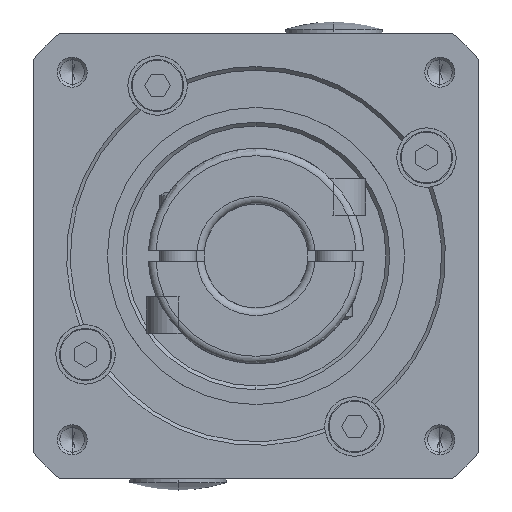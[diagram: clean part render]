
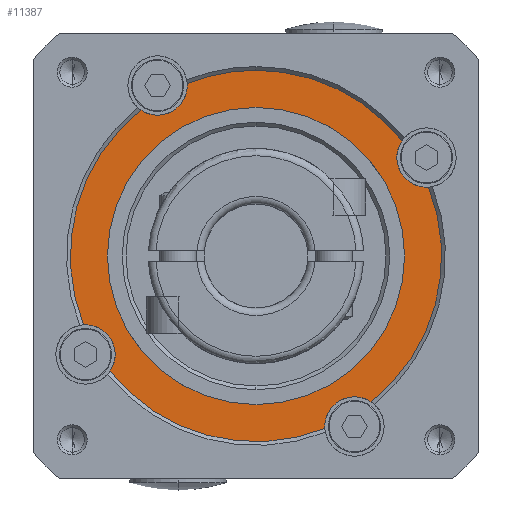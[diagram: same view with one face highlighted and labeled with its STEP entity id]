
A CAD part, left-side view. The second image highlights one B-rep face of the part: STEP entity #11387.
In plain terms, the highlighted planar face has unit normal (-1, 0, 0).
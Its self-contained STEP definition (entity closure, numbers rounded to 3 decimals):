
#19 = EDGE_LOOP ( 'NONE', ( #12499, #12461 ) ) ;
#94 = CARTESIAN_POINT ( 'NONE',  ( -73., -22.95, 9.25 ) ) ;
#235 = CARTESIAN_POINT ( 'NONE',  ( -73., -23.222, 9.259 ) ) ;
#269 = AXIS2_PLACEMENT_3D ( 'NONE', #754, #3005, #11320 ) ;
#279 = EDGE_CURVE ( 'NONE', #12000, #11837, #4824, .T. ) ;
#454 = CARTESIAN_POINT ( 'NONE',  ( -73., 0., 20. ) ) ;
#497 = CIRCLE ( 'NONE', #7248, 25. ) ;
#554 = CARTESIAN_POINT ( 'NONE',  ( -73., 15.481, 19.63 ) ) ;
#601 = ORIENTED_EDGE ( 'NONE', *, *, #11335, .T. ) ;
#605 = DIRECTION ( 'NONE',  ( 1., 0., 0. ) ) ;
#701 = AXIS2_PLACEMENT_3D ( 'NONE', #10118, #3120, #14591 ) ;
#722 = DIRECTION ( 'NONE',  ( -1., 0., 0. ) ) ;
#748 = CARTESIAN_POINT ( 'NONE',  ( -73., 13.25, 22.95 ) ) ;
#754 = CARTESIAN_POINT ( 'NONE',  ( -73., -22.95, 13.25 ) ) ;
#1339 = CARTESIAN_POINT ( 'NONE',  ( -73., 22.95, -13.25 ) ) ;
#1342 = EDGE_CURVE ( 'NONE', #11734, #5973, #14721, .T. ) ;
#1598 = AXIS2_PLACEMENT_3D ( 'NONE', #12126, #13382, #13188 ) ;
#1620 = DIRECTION ( 'NONE',  ( 0., 0., 1. ) ) ;
#1794 = CARTESIAN_POINT ( 'NONE',  ( -73., -19.63, 15.481 ) ) ;
#1928 = DIRECTION ( 'NONE',  ( -1., 0., 0. ) ) ;
#1992 = DIRECTION ( 'NONE',  ( -1., 0., 0. ) ) ;
#2202 = CARTESIAN_POINT ( 'NONE',  ( -73., 0., 0. ) ) ;
#2390 = ORIENTED_EDGE ( 'NONE', *, *, #12102, .T. ) ;
#2768 = AXIS2_PLACEMENT_3D ( 'NONE', #5918, #7080, #14052 ) ;
#2868 = AXIS2_PLACEMENT_3D ( 'NONE', #14973, #4383, #6465 ) ;
#2871 = CIRCLE ( 'NONE', #701, 25. ) ;
#2962 = AXIS2_PLACEMENT_3D ( 'NONE', #12263, #9902, #2996 ) ;
#2996 = DIRECTION ( 'NONE',  ( 0., 0., -1. ) ) ;
#3005 = DIRECTION ( 'NONE',  ( 1., 0., 0. ) ) ;
#3120 = DIRECTION ( 'NONE',  ( -1., 0., 0. ) ) ;
#3536 = CIRCLE ( 'NONE', #269, 4. ) ;
#3680 = AXIS2_PLACEMENT_3D ( 'NONE', #2202, #1992, #11339 ) ;
#4089 = CIRCLE ( 'NONE', #3680, 25. ) ;
#4232 = CIRCLE ( 'NONE', #12524, 4. ) ;
#4235 = DIRECTION ( 'NONE',  ( 0., 0., -1. ) ) ;
#4383 = DIRECTION ( 'NONE',  ( 1., 0., 0. ) ) ;
#4606 = CARTESIAN_POINT ( 'NONE',  ( -73., 22.95, -9.25 ) ) ;
#4824 = CIRCLE ( 'NONE', #14100, 20. ) ;
#5134 = ORIENTED_EDGE ( 'NONE', *, *, #14551, .T. ) ;
#5235 = FACE_OUTER_BOUND ( 'NONE', #7833, .T. ) ;
#5291 = DIRECTION ( 'NONE',  ( -1., 0., 0. ) ) ;
#5465 = ORIENTED_EDGE ( 'NONE', *, *, #7967, .T. ) ;
#5696 = CARTESIAN_POINT ( 'NONE',  ( -73., 23.222, -9.259 ) ) ;
#5918 = CARTESIAN_POINT ( 'NONE',  ( -73., 25., 0. ) ) ;
#5973 = VERTEX_POINT ( 'NONE', #4606 ) ;
#6346 = CARTESIAN_POINT ( 'NONE',  ( -73., 13.25, 22.95 ) ) ;
#6365 = AXIS2_PLACEMENT_3D ( 'NONE', #6346, #605, #10796 ) ;
#6457 = CARTESIAN_POINT ( 'NONE',  ( -73., 0., 0. ) ) ;
#6465 = DIRECTION ( 'NONE',  ( 0., 0., -1. ) ) ;
#6476 = CARTESIAN_POINT ( 'NONE',  ( -73., 0., 0. ) ) ;
#6486 = ORIENTED_EDGE ( 'NONE', *, *, #14149, .T. ) ;
#6686 = FACE_BOUND ( 'NONE', #19, .T. ) ;
#6758 = VERTEX_POINT ( 'NONE', #7578 ) ;
#6894 = CIRCLE ( 'NONE', #1598, 25. ) ;
#6968 = AXIS2_PLACEMENT_3D ( 'NONE', #13241, #5291, #1620 ) ;
#7080 = DIRECTION ( 'NONE',  ( 1., 0., 0. ) ) ;
#7248 = AXIS2_PLACEMENT_3D ( 'NONE', #12600, #13798, #14938 ) ;
#7578 = CARTESIAN_POINT ( 'NONE',  ( -73., -13.25, -18.95 ) ) ;
#7695 = CARTESIAN_POINT ( 'NONE',  ( -73., -15.481, -19.63 ) ) ;
#7833 = EDGE_LOOP ( 'NONE', ( #8809, #12806, #13083, #601, #8427, #10105, #14772, #5134, #8336, #14446, #6486, #2390, #5465 ) ) ;
#7846 = CARTESIAN_POINT ( 'NONE',  ( -73., -13.25, -22.95 ) ) ;
#7967 = EDGE_CURVE ( 'NONE', #10813, #9449, #4232, .T. ) ;
#8272 = VERTEX_POINT ( 'NONE', #11717 ) ;
#8336 = ORIENTED_EDGE ( 'NONE', *, *, #12162, .T. ) ;
#8368 = DIRECTION ( 'NONE',  ( 1., 0., 0. ) ) ;
#8406 = CIRCLE ( 'NONE', #11383, 4. ) ;
#8427 = ORIENTED_EDGE ( 'NONE', *, *, #9041, .T. ) ;
#8610 = VERTEX_POINT ( 'NONE', #14690 ) ;
#8774 = EDGE_CURVE ( 'NONE', #5973, #12713, #10006, .T. ) ;
#8799 = DIRECTION ( 'NONE',  ( 0., 0., -1. ) ) ;
#8809 = ORIENTED_EDGE ( 'NONE', *, *, #10125, .T. ) ;
#8987 = VERTEX_POINT ( 'NONE', #7695 ) ;
#9041 = EDGE_CURVE ( 'NONE', #8610, #6758, #8406, .T. ) ;
#9043 = CIRCLE ( 'NONE', #6365, 4. ) ;
#9449 = VERTEX_POINT ( 'NONE', #554 ) ;
#9526 = CIRCLE ( 'NONE', #10088, 4. ) ;
#9728 = CIRCLE ( 'NONE', #14047, 25. ) ;
#9752 = CIRCLE ( 'NONE', #6968, 20. ) ;
#9902 = DIRECTION ( 'NONE',  ( 1., 0., 0. ) ) ;
#9952 = DIRECTION ( 'NONE',  ( 1., 0., 0. ) ) ;
#10006 = CIRCLE ( 'NONE', #13408, 4. ) ;
#10088 = AXIS2_PLACEMENT_3D ( 'NONE', #7846, #14534, #4235 ) ;
#10105 = ORIENTED_EDGE ( 'NONE', *, *, #15001, .T. ) ;
#10118 = CARTESIAN_POINT ( 'NONE',  ( -73., 0., 0. ) ) ;
#10125 = EDGE_CURVE ( 'NONE', #9449, #11734, #6894, .T. ) ;
#10208 = CARTESIAN_POINT ( 'NONE',  ( -73., 19.63, -15.481 ) ) ;
#10486 = CIRCLE ( 'NONE', #2962, 4. ) ;
#10676 = CARTESIAN_POINT ( 'NONE',  ( -73., 0., 25. ) ) ;
#10796 = DIRECTION ( 'NONE',  ( 0., 0., -1. ) ) ;
#10813 = VERTEX_POINT ( 'NONE', #11454 ) ;
#11137 = DIRECTION ( 'NONE',  ( 0., 0., 1. ) ) ;
#11145 = VERTEX_POINT ( 'NONE', #1794 ) ;
#11167 = EDGE_CURVE ( 'NONE', #8987, #12539, #2871, .T. ) ;
#11320 = DIRECTION ( 'NONE',  ( 0., 0., -1. ) ) ;
#11335 = EDGE_CURVE ( 'NONE', #12713, #8610, #497, .T. ) ;
#11339 = DIRECTION ( 'NONE',  ( 0., 0., 1. ) ) ;
#11383 = AXIS2_PLACEMENT_3D ( 'NONE', #13395, #12241, #13495 ) ;
#11387 = ADVANCED_FACE ( 'NONE', ( #6686, #5235 ), #11640, .F. ) ;
#11454 = CARTESIAN_POINT ( 'NONE',  ( -73., 13.25, 18.95 ) ) ;
#11640 = PLANE ( 'NONE',  #2768 ) ;
#11679 = CARTESIAN_POINT ( 'NONE',  ( -73., 0., -20. ) ) ;
#11717 = CARTESIAN_POINT ( 'NONE',  ( -73., 9.259, 23.222 ) ) ;
#11734 = VERTEX_POINT ( 'NONE', #5696 ) ;
#11837 = VERTEX_POINT ( 'NONE', #11679 ) ;
#12000 = VERTEX_POINT ( 'NONE', #454 ) ;
#12102 = EDGE_CURVE ( 'NONE', #8272, #10813, #9043, .T. ) ;
#12126 = CARTESIAN_POINT ( 'NONE',  ( -73., 0., 0. ) ) ;
#12162 = EDGE_CURVE ( 'NONE', #13521, #11145, #10486, .T. ) ;
#12226 = DIRECTION ( 'NONE',  ( 0., 0., 1. ) ) ;
#12241 = DIRECTION ( 'NONE',  ( 1., 0., 0. ) ) ;
#12263 = CARTESIAN_POINT ( 'NONE',  ( -73., -22.95, 13.25 ) ) ;
#12461 = ORIENTED_EDGE ( 'NONE', *, *, #13149, .F. ) ;
#12499 = ORIENTED_EDGE ( 'NONE', *, *, #279, .F. ) ;
#12524 = AXIS2_PLACEMENT_3D ( 'NONE', #748, #9952, #8799 ) ;
#12539 = VERTEX_POINT ( 'NONE', #235 ) ;
#12600 = CARTESIAN_POINT ( 'NONE',  ( -73., 0., 0. ) ) ;
#12713 = VERTEX_POINT ( 'NONE', #10208 ) ;
#12806 = ORIENTED_EDGE ( 'NONE', *, *, #1342, .T. ) ;
#12955 = DIRECTION ( 'NONE',  ( 0., 0., -1. ) ) ;
#13083 = ORIENTED_EDGE ( 'NONE', *, *, #8774, .T. ) ;
#13149 = EDGE_CURVE ( 'NONE', #11837, #12000, #9752, .T. ) ;
#13188 = DIRECTION ( 'NONE',  ( 0., 0., 1. ) ) ;
#13241 = CARTESIAN_POINT ( 'NONE',  ( -73., 0., 0. ) ) ;
#13382 = DIRECTION ( 'NONE',  ( -1., 0., 0. ) ) ;
#13395 = CARTESIAN_POINT ( 'NONE',  ( -73., -13.25, -22.95 ) ) ;
#13408 = AXIS2_PLACEMENT_3D ( 'NONE', #1339, #8368, #12955 ) ;
#13495 = DIRECTION ( 'NONE',  ( 0., 0., -1. ) ) ;
#13521 = VERTEX_POINT ( 'NONE', #94 ) ;
#13798 = DIRECTION ( 'NONE',  ( -1., 0., 0. ) ) ;
#13825 = VERTEX_POINT ( 'NONE', #10676 ) ;
#14047 = AXIS2_PLACEMENT_3D ( 'NONE', #6457, #1928, #12226 ) ;
#14052 = DIRECTION ( 'NONE',  ( 0., 0., -1. ) ) ;
#14100 = AXIS2_PLACEMENT_3D ( 'NONE', #6476, #722, #11137 ) ;
#14149 = EDGE_CURVE ( 'NONE', #13825, #8272, #4089, .T. ) ;
#14446 = ORIENTED_EDGE ( 'NONE', *, *, #14540, .T. ) ;
#14534 = DIRECTION ( 'NONE',  ( 1., 0., 0. ) ) ;
#14540 = EDGE_CURVE ( 'NONE', #11145, #13825, #9728, .T. ) ;
#14551 = EDGE_CURVE ( 'NONE', #12539, #13521, #3536, .T. ) ;
#14591 = DIRECTION ( 'NONE',  ( 0., 0., 1. ) ) ;
#14690 = CARTESIAN_POINT ( 'NONE',  ( -73., -9.259, -23.222 ) ) ;
#14721 = CIRCLE ( 'NONE', #2868, 4. ) ;
#14772 = ORIENTED_EDGE ( 'NONE', *, *, #11167, .T. ) ;
#14938 = DIRECTION ( 'NONE',  ( 0., 0., 1. ) ) ;
#14973 = CARTESIAN_POINT ( 'NONE',  ( -73., 22.95, -13.25 ) ) ;
#15001 = EDGE_CURVE ( 'NONE', #6758, #8987, #9526, .T. ) ;
